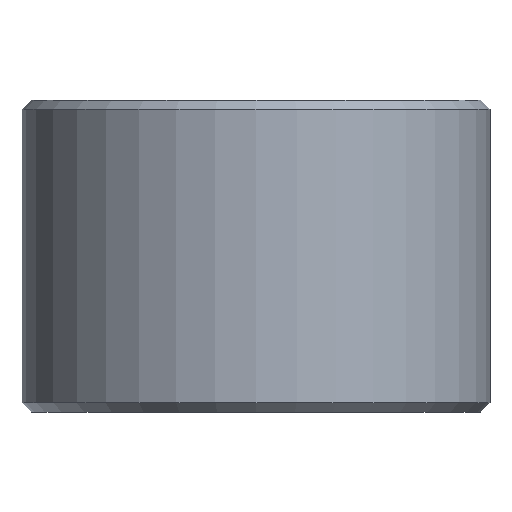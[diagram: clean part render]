
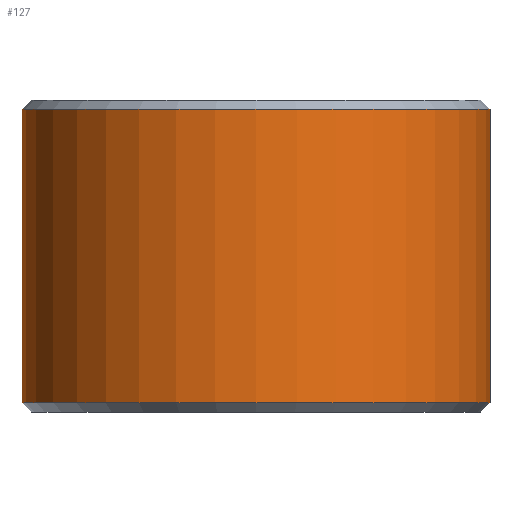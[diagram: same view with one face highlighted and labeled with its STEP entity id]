
A CAD part, front view. The second image highlights one B-rep face of the part: STEP entity #127.
In plain terms, the highlighted cylindrical face has radius 2.25 mm (diameter 4.5 mm), a full revolution.
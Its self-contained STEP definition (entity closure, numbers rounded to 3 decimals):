
#27=FACE_OUTER_BOUND('',#35,.T.);
#35=EDGE_LOOP('',(#93,#94,#95,#96,#97));
#45=LINE('',#224,#51);
#51=VECTOR('',#177,2.25);
#57=CIRCLE('',#151,2.25);
#58=CIRCLE('',#152,2.25);
#59=CIRCLE('',#153,2.25);
#67=VERTEX_POINT('',#220);
#68=VERTEX_POINT('',#221);
#69=VERTEX_POINT('',#223);
#77=EDGE_CURVE('',#67,#68,#57,.T.);
#78=EDGE_CURVE('',#68,#69,#45,.T.);
#79=EDGE_CURVE('',#69,#69,#58,.T.);
#80=EDGE_CURVE('',#68,#67,#59,.T.);
#93=ORIENTED_EDGE('',*,*,#77,.T.);
#94=ORIENTED_EDGE('',*,*,#78,.T.);
#95=ORIENTED_EDGE('',*,*,#79,.T.);
#96=ORIENTED_EDGE('',*,*,#78,.F.);
#97=ORIENTED_EDGE('',*,*,#80,.T.);
#125=CYLINDRICAL_SURFACE('',#150,2.25);
#127=ADVANCED_FACE('',(#27),#125,.T.);
#150=AXIS2_PLACEMENT_3D('',#219,#173,#174);
#151=AXIS2_PLACEMENT_3D('',#222,#175,#176);
#152=AXIS2_PLACEMENT_3D('',#225,#178,#179);
#153=AXIS2_PLACEMENT_3D('',#226,#180,#181);
#173=DIRECTION('center_axis',(0.,0.,1.));
#174=DIRECTION('ref_axis',(1.,0.,0.));
#175=DIRECTION('center_axis',(0.,0.,-1.));
#176=DIRECTION('ref_axis',(1.,0.,0.));
#177=DIRECTION('',(0.,0.,-1.));
#178=DIRECTION('center_axis',(0.,0.,1.));
#179=DIRECTION('ref_axis',(1.,0.,0.));
#180=DIRECTION('center_axis',(0.,0.,-1.));
#181=DIRECTION('ref_axis',(1.,0.,0.));
#219=CARTESIAN_POINT('Origin',(0.,0.,-1.5));
#220=CARTESIAN_POINT('',(2.25,0.,1.41));
#221=CARTESIAN_POINT('',(-2.25,0.,1.41));
#222=CARTESIAN_POINT('Origin',(0.,0.,1.41));
#223=CARTESIAN_POINT('',(-2.25,0.,-1.41));
#224=CARTESIAN_POINT('',(-2.25,0.,-1.5));
#225=CARTESIAN_POINT('Origin',(0.,0.,-1.41));
#226=CARTESIAN_POINT('Origin',(0.,0.,1.41));
